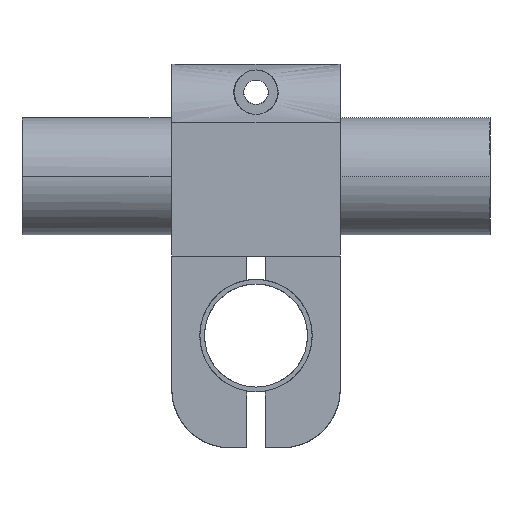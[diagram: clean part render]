
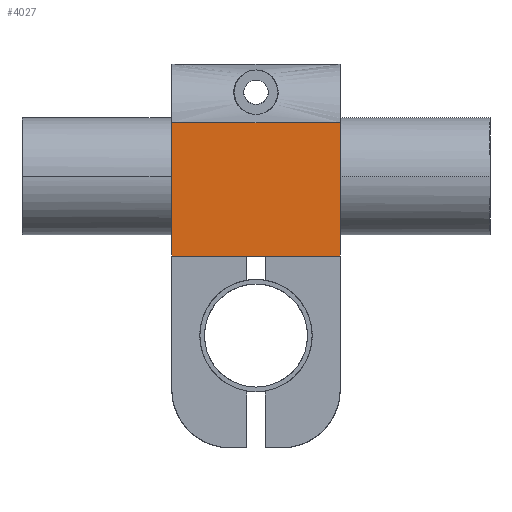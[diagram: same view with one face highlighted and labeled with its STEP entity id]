
A CAD part, front view. The second image highlights one B-rep face of the part: STEP entity #4027.
In plain terms, the highlighted free-form (B-spline) face has degree [1, 1] with [2, 2] control points.
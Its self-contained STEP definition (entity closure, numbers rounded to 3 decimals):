
#3992=(
BOUNDED_SURFACE()
B_SPLINE_SURFACE(1,1,((#3993,#3994),(#3995,#3996)),.UNSPECIFIED.,.F.,.F.,.F.)
B_SPLINE_SURFACE_WITH_KNOTS((2,2),(2,2),(0.000,1.000),(0.000,1.000),.UNSPECIFIED.)
GEOMETRIC_REPRESENTATION_ITEM()
RATIONAL_B_SPLINE_SURFACE(((1.,1.),(1.,1.)))
REPRESENTATION_ITEM('')
SURFACE()
);
#3993=CARTESIAN_POINT('',(-18.,-18.,11.5));
#3994=CARTESIAN_POINT('',(18.,-18.,11.5));
#3995=CARTESIAN_POINT('',(-18.,-18.,-17.));
#3996=CARTESIAN_POINT('',(18.,-18.,-17.));
#3997=CARTESIAN_POINT('',(18.,-18.,11.5));
#3998=VERTEX_POINT('',#3997);
#3999=(
BOUNDED_CURVE()
B_SPLINE_CURVE(1,(#4000,#4001),.UNSPECIFIED.,.F.,.F.)
B_SPLINE_CURVE_WITH_KNOTS((2,2),(0.000,1.000),.UNSPECIFIED.)
CURVE()
GEOMETRIC_REPRESENTATION_ITEM()
RATIONAL_B_SPLINE_CURVE((1.,1.))
REPRESENTATION_ITEM('')
);
#4000=CARTESIAN_POINT('',(18.,-18.,11.5));
#4001=CARTESIAN_POINT('',(18.,-18.,-17.));
#4002=CARTESIAN_POINT('',(18.,-18.,-17.));
#4003=VERTEX_POINT('',#4002);
#4004=EDGE_CURVE('',#3998,#4003,#3999,.T.);
#4005=ORIENTED_EDGE('',*,*,#4004,.T.);
#4006=(
BOUNDED_CURVE()
B_SPLINE_CURVE(1,(#4007,#4008),.UNSPECIFIED.,.F.,.F.)
B_SPLINE_CURVE_WITH_KNOTS((2,2),(0.000,1.000),.UNSPECIFIED.)
CURVE()
GEOMETRIC_REPRESENTATION_ITEM()
RATIONAL_B_SPLINE_CURVE((1.,1.))
REPRESENTATION_ITEM('')
);
#4007=CARTESIAN_POINT('',(18.,-18.,-17.));
#4008=CARTESIAN_POINT('',(-18.,-18.,-17.));
#4009=CARTESIAN_POINT('',(-18.,-18.,-17.));
#4010=VERTEX_POINT('',#4009);
#4011=EDGE_CURVE('',#4003,#4010,#4006,.T.);
#4012=ORIENTED_EDGE('',*,*,#4011,.T.);
#4013=(
BOUNDED_CURVE()
B_SPLINE_CURVE(1,(#4014,#4015),.UNSPECIFIED.,.F.,.F.)
B_SPLINE_CURVE_WITH_KNOTS((2,2),(0.000,1.000),.UNSPECIFIED.)
CURVE()
GEOMETRIC_REPRESENTATION_ITEM()
RATIONAL_B_SPLINE_CURVE((1.,1.))
REPRESENTATION_ITEM('')
);
#4014=CARTESIAN_POINT('',(-18.,-18.,-17.));
#4015=CARTESIAN_POINT('',(-18.,-18.,11.5));
#4016=CARTESIAN_POINT('',(-18.,-18.,11.5));
#4017=VERTEX_POINT('',#4016);
#4018=EDGE_CURVE('',#4010,#4017,#4013,.T.);
#4019=ORIENTED_EDGE('',*,*,#4018,.T.);
#4020=(
BOUNDED_CURVE()
B_SPLINE_CURVE(1,(#4021,#4022),.UNSPECIFIED.,.F.,.F.)
B_SPLINE_CURVE_WITH_KNOTS((2,2),(0.000,1.000),.UNSPECIFIED.)
CURVE()
GEOMETRIC_REPRESENTATION_ITEM()
RATIONAL_B_SPLINE_CURVE((1.,1.))
REPRESENTATION_ITEM('')
);
#4021=CARTESIAN_POINT('',(-18.,-18.,11.5));
#4022=CARTESIAN_POINT('',(18.,-18.,11.5));
#4023=EDGE_CURVE('',#4017,#3998,#4020,.T.);
#4024=ORIENTED_EDGE('',*,*,#4023,.T.);
#4025=EDGE_LOOP('',(#4005,#4012,#4019,#4024));
#4026=FACE_OUTER_BOUND('',#4025,.T.);
#4027=ADVANCED_FACE('',(#4026),#3992,.T.);
